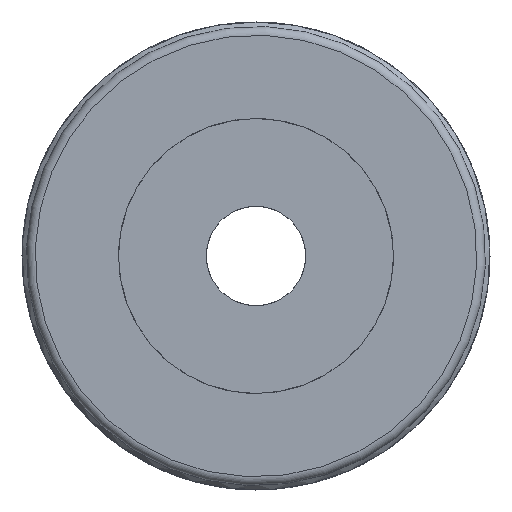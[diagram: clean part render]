
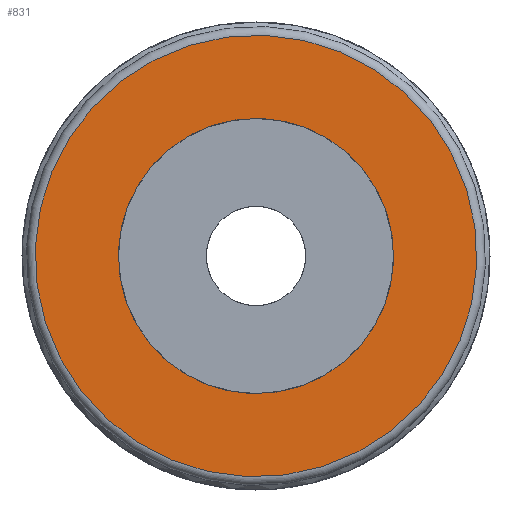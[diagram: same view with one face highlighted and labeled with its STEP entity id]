
A CAD part, left-side view. The second image highlights one B-rep face of the part: STEP entity #831.
In plain terms, the highlighted planar face has unit normal (-1, 0, 0).
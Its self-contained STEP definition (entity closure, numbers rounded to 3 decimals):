
#831 = ADVANCED_FACE( '', ( #2293, #2294 ), #2295, .T. );
#2293 = FACE_OUTER_BOUND( '', #4681, .T. );
#2294 = FACE_BOUND( '', #4682, .T. );
#2295 = PLANE( '', #4683 );
#4681 = EDGE_LOOP( '', ( #7341 ) );
#4682 = EDGE_LOOP( '', ( #7342 ) );
#4683 = AXIS2_PLACEMENT_3D( '', #7343, #7344, #7345 );
#7341 = ORIENTED_EDGE( '', *, *, #12819, .T. );
#7342 = ORIENTED_EDGE( '', *, *, #12820, .F. );
#7343 = CARTESIAN_POINT( '', ( -11.024, 43.482, 18.011 ) );
#7344 = DIRECTION( '', ( -1., 0., 0. ) );
#7345 = DIRECTION( '', ( 0., 0.924, 0.383 ) );
#12819 = EDGE_CURVE( '', #15082, #15082, #15083, .T. );
#12820 = EDGE_CURVE( '', #15084, #15084, #15085, .T. );
#15082 = VERTEX_POINT( '', #18234 );
#15083 = CIRCLE( '', #18235, 75.5 );
#15084 = VERTEX_POINT( '', #18236 );
#15085 = CIRCLE( '', #18237, 47.064 );
#18234 = CARTESIAN_POINT( '', ( -11.024, 69.753, 28.893 ) );
#18235 = AXIS2_PLACEMENT_3D( '', #22351, #22352, #22353 );
#18236 = CARTESIAN_POINT( '', ( -11.024, 43.482, 18.011 ) );
#18237 = AXIS2_PLACEMENT_3D( '', #22354, #22355, #22356 );
#22351 = CARTESIAN_POINT( '', ( -11.024, 0., 0. ) );
#22352 = DIRECTION( '', ( -1., 0., 0. ) );
#22353 = DIRECTION( '', ( 0., 0.924, 0.383 ) );
#22354 = CARTESIAN_POINT( '', ( -11.024, 0., 0. ) );
#22355 = DIRECTION( '', ( -1., 0., 0. ) );
#22356 = DIRECTION( '', ( 0., 0.924, 0.383 ) );
